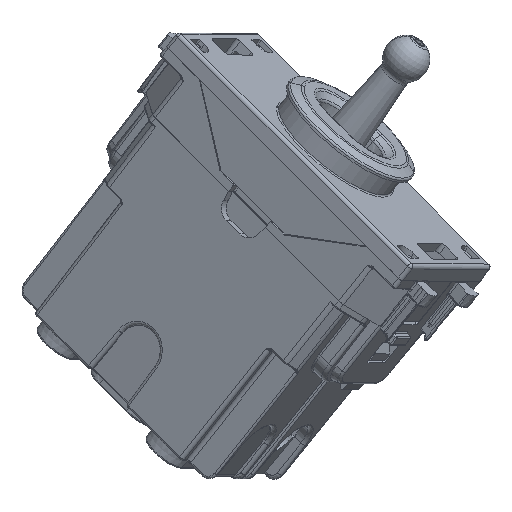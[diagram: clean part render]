
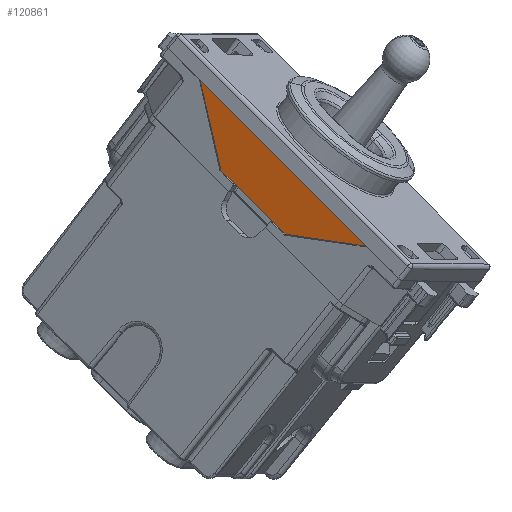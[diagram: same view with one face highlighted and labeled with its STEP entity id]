
A CAD part, isometric view. The second image highlights one B-rep face of the part: STEP entity #120861.
In plain terms, the highlighted face is planar.
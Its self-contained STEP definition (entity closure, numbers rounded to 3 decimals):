
#120824=CARTESIAN_POINT('Axis2P3D Location',(11.175,0.,6.675)) ;
#120829=CARTESIAN_POINT('Line Origine',(11.175,0.,6.675)) ;
#120833=CARTESIAN_POINT('Vertex',(11.175,15.85,6.675)) ;
#120835=CARTESIAN_POINT('Vertex',(11.175,-15.85,6.675)) ;
#120839=CARTESIAN_POINT('Control Point',(11.175,-15.85,6.675)) ;
#120840=CARTESIAN_POINT('Control Point',(11.117,-6.05,0.075)) ;
#120841=CARTESIAN_POINT('Vertex',(11.117,-6.05,0.075)) ;
#120844=CARTESIAN_POINT('Line Origine',(11.117,0.,0.075)) ;
#120848=CARTESIAN_POINT('Vertex',(11.117,6.05,0.075)) ;
#120852=CARTESIAN_POINT('Control Point',(11.175,15.85,6.675)) ;
#120853=CARTESIAN_POINT('Control Point',(11.117,6.05,0.075)) ;
#120825=DIRECTION('Axis2P3D Direction',(1.,0.,-0.009)) ;
#120826=DIRECTION('Axis2P3D XDirection',(0.,1.,0.)) ;
#120830=DIRECTION('Vector Direction',(0.,1.,0.)) ;
#120845=DIRECTION('Vector Direction',(0.,1.,0.)) ;
#120827=AXIS2_PLACEMENT_3D('Plane Axis2P3D',#120824,#120825,#120826) ;
#120856=ORIENTED_EDGE('',*,*,#120837,.T.) ;
#120857=ORIENTED_EDGE('',*,*,#120843,.F.) ;
#120858=ORIENTED_EDGE('',*,*,#120850,.F.) ;
#120859=ORIENTED_EDGE('',*,*,#120854,.F.) ;
#120831=VECTOR('Line Direction',#120830,1.) ;
#120846=VECTOR('Line Direction',#120845,1.) ;
#120861=ADVANCED_FACE('PartBody',(#120860),#120828,.T.) ;
#120838=B_SPLINE_CURVE_WITH_KNOTS('',1,(#120839,#120840),.UNSPECIFIED.,.F.,.U.,(2,2),(-5.908,5.908),.UNSPECIFIED.) ;
#120851=B_SPLINE_CURVE_WITH_KNOTS('',1,(#120852,#120853),.UNSPECIFIED.,.F.,.U.,(2,2),(-5.908,5.908),.UNSPECIFIED.) ;
#120837=EDGE_CURVE('',#120834,#120836,#120832,.F.) ;
#120843=EDGE_CURVE('',#120842,#120836,#120838,.F.) ;
#120850=EDGE_CURVE('',#120849,#120842,#120847,.F.) ;
#120854=EDGE_CURVE('',#120834,#120849,#120851,.T.) ;
#120855=EDGE_LOOP('',(#120856,#120857,#120858,#120859)) ;
#120860=FACE_OUTER_BOUND('',#120855,.T.) ;
#120832=LINE('Line',#120829,#120831) ;
#120847=LINE('Line',#120844,#120846) ;
#120828=PLANE('',#120827) ;
#120834=VERTEX_POINT('',#120833) ;
#120836=VERTEX_POINT('',#120835) ;
#120842=VERTEX_POINT('',#120841) ;
#120849=VERTEX_POINT('',#120848) ;
